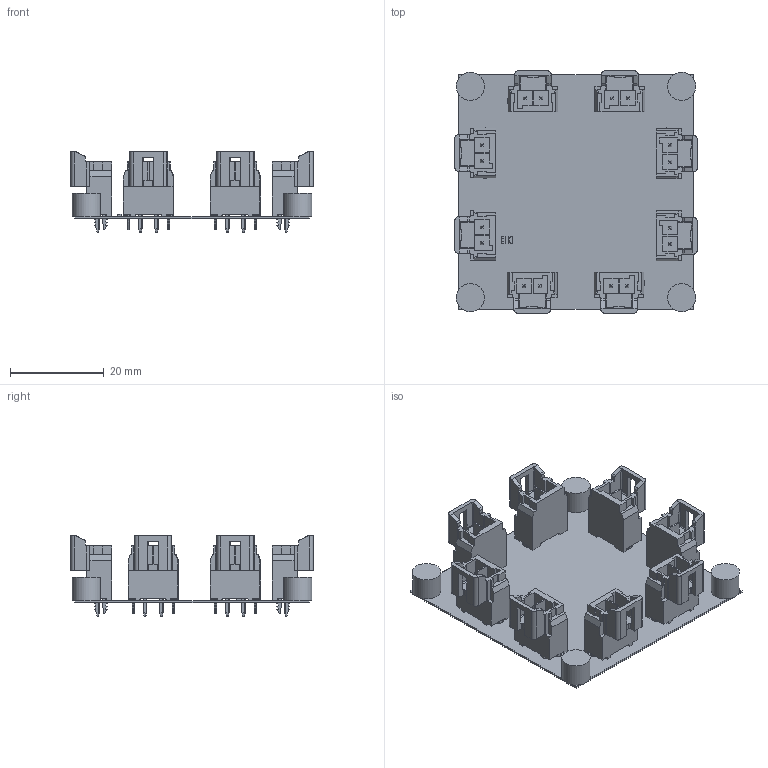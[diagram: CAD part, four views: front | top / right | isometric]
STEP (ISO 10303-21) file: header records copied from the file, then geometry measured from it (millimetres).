
FILE_DESCRIPTION(('Open CASCADE Model'),'2;1');
FILE_NAME('Open CASCADE Shape Model','2019-01-15T18:54:51',('Author'),( 'Open CASCADE'),'Open CASCADE STEP processor 6.8','Open CASCADE 6.8' ,'Unknown');
FILE_SCHEMA(('AUTOMOTIVE_DESIGN { 1 0 10303 214 1 1 1 1 }'));
Length unit declared in the file: millimetre
Products named in the file (27): PCB; Board; R1; 7070140736; Mid_Body; Terminal; Open_CASCADE_STEP_translator_6.8_1.2.1; Mark; P8; 1722871102_RGB4210752; Open CASCADE STEP translator 6.8 1.3.1.1; Open CASCADE STEP translator 6.8 1.3.1.2; P7; P6; P5; P4; P3; P2; LED1; 6410853184; Extruded; 6410853376; P1; Free-Models; 6923823104; Cylinder
Assembly tree (37 placements, depth 5):
  PCB
    Board
    R1
      7070140736
        Mid_Body
        Terminal  x2
          Open_CASCADE_STEP_translator_6.8_1.2.1
        Mark
    P8
      1722871102_RGB4210752
        Open CASCADE STEP translator 6.8 1.3.1.1
        Open CASCADE STEP translator 6.8 1.3.1.2
    P7
      1722871102_RGB4210752
        Open CASCADE STEP translator 6.8 1.3.1.1
        Open CASCADE STEP translator 6.8 1.3.1.2
    P6
      1722871102_RGB4210752
        Open CASCADE STEP translator 6.8 1.3.1.1
        Open CASCADE STEP translator 6.8 1.3.1.2
    P5
      1722871102_RGB4210752
        Open CASCADE STEP translator 6.8 1.3.1.1
        Open CASCADE STEP translator 6.8 1.3.1.2
    P4
      1722871102_RGB4210752
        Open CASCADE STEP translator 6.8 1.3.1.1
        Open CASCADE STEP translator 6.8 1.3.1.2
    P3
      1722871102_RGB4210752
        Open CASCADE STEP translator 6.8 1.3.1.1
        Open CASCADE STEP translator 6.8 1.3.1.2
    P2
      1722871102_RGB4210752
        Open CASCADE STEP translator 6.8 1.3.1.1
        Open CASCADE STEP translator 6.8 1.3.1.2
    LED1
      6410853184
        Extruded
      6410853376
        Extruded
    P1
      1722871102_RGB4210752
        Open CASCADE STEP translator 6.8 1.3.1.1
        Open CASCADE STEP translator 6.8 1.3.1.2
    Free-Models
      6923823104  x4
        Cylinder
Bounding box: 51.59 x 51.59 x 17.15 mm (x, y, z)
Volume: 5603.8 mm3; surface area: 13104.1 mm2
Topology: 19 solids, 19 shells, 1882 faces, 5236 edges, 3512 vertices
Faces by surface type: plane 1426, cylinder 440, sphere 16
Full cylindrical faces by diameter (mm): 1.02 x16, 2.3 x16, 2.7 x4, 6 x4
Entity records: 12294 total; most frequent: CARTESIAN_POINT 1757, DIRECTION 1669, ORIENTED_EDGE 1626, EDGE_CURVE 813, LINE 637, VECTOR 637, VERTEX_POINT 534, AXIS2_PLACEMENT_3D 516
